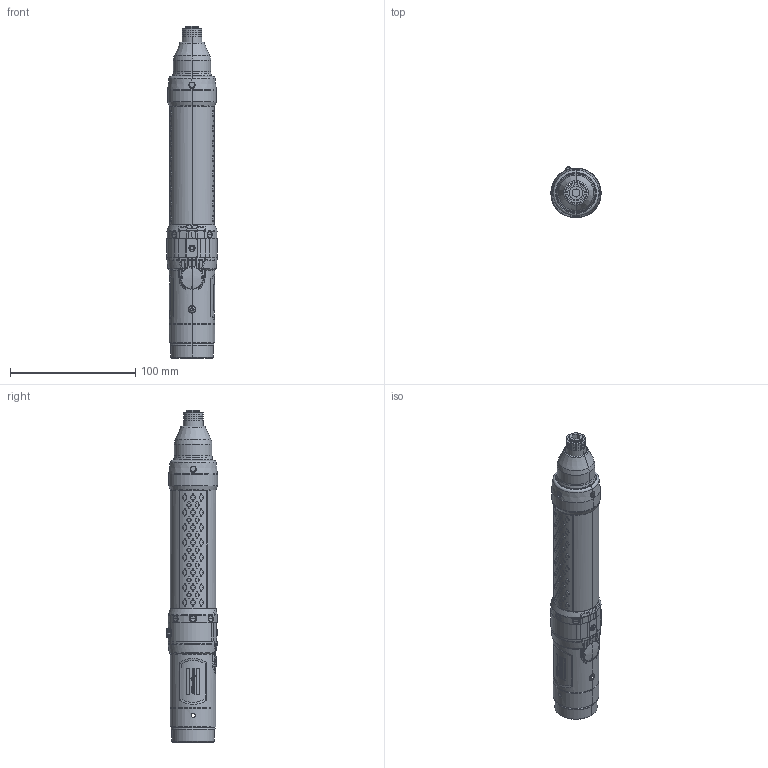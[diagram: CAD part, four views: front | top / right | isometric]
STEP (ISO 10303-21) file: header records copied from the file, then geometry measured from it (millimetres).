
FILE_DESCRIPTION((''),'2;1');
FILE_NAME('TMP14757_SW','2012-02-08T',('tooextcsr'),(''),'PRO/ENGINEER BY PARAMETRIC TECHNOLOGY CORPORATION, 2008310','PRO/ENGINEER BY PARAMETRIC TECHNOLOGY CORPORATION, 2008310','');
FILE_SCHEMA(('CONFIG_CONTROL_DESIGN', 'GEOMETRIC_VALIDATION_PROPERTIES_MIM'));
Length unit declared in the file: millimetre
Products named in the file (1): TMP14757_SW
Bounding box: 40.1 x 40.82 x 265.35 mm (x, y, z)
Surface area: 43570.4 mm2 (no closed solid volume)
Topology: 0 solids, 187 shells, 791 faces, 3935 edges, 3127 vertices
Faces by surface type: bspline 310, cylinder 185, plane 163, cone 55, torus 45, sphere 33
Entity records: 61241 total; most frequent: CARTESIAN_POINT 30564, ORIENTED_EDGE 4894, EDGE_CURVE 3903, DIRECTION 3223, VERTEX_POINT 3127, B_SPLINE_CURVE_WITH_KNOTS 2314, AXIS2_PLACEMENT_3D 1153, EDGE_LOOP 929
